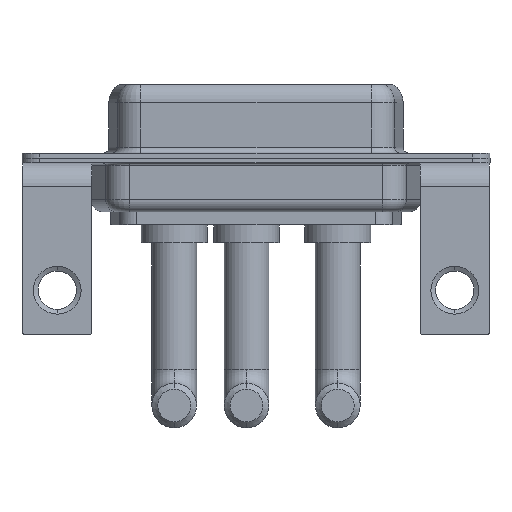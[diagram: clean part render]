
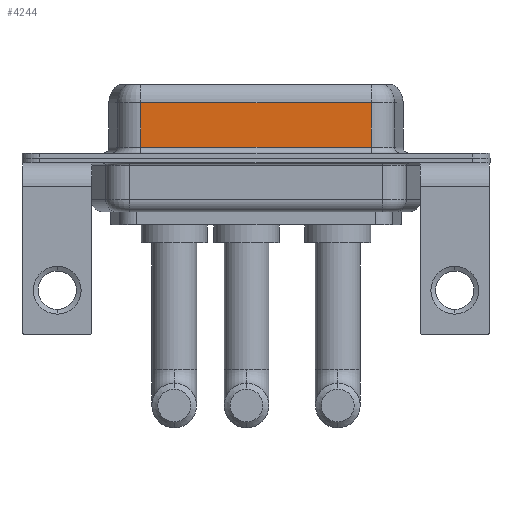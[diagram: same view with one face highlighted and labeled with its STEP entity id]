
A CAD part, front view. The second image highlights one B-rep face of the part: STEP entity #4244.
In plain terms, the highlighted planar face has unit normal (0, -1, 0).
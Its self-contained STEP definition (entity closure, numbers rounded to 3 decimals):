
#253 = CARTESIAN_POINT ( 'NONE',  ( 7.013, -3.95, 0.9 ) ) ;
#404 = ORIENTED_EDGE ( 'NONE', *, *, #6720, .T. ) ;
#416 = ORIENTED_EDGE ( 'NONE', *, *, #3912, .T. ) ;
#1045 = CARTESIAN_POINT ( 'NONE',  ( 26.287, -3.95, 4.65 ) ) ;
#1880 = CARTESIAN_POINT ( 'NONE',  ( 26.287, -3.95, 4.65 ) ) ;
#2295 = DIRECTION ( 'NONE',  ( 0., 1., 0. ) ) ;
#2749 = VECTOR ( 'NONE', #3940, 1000. ) ;
#3164 = VERTEX_POINT ( 'NONE', #8441 ) ;
#3274 = LINE ( 'NONE', #10181, #10767 ) ;
#3456 = VERTEX_POINT ( 'NONE', #253 ) ;
#3513 = CARTESIAN_POINT ( 'NONE',  ( 7.013, -3.95, 6.4 ) ) ;
#3912 = EDGE_CURVE ( 'NONE', #3456, #7955, #3274, .T. ) ;
#3940 = DIRECTION ( 'NONE',  ( 0., 0., -1. ) ) ;
#4244 = ADVANCED_FACE ( 'NONE', ( #12421 ), #6850, .F. ) ;
#4749 = LINE ( 'NONE', #3513, #9423 ) ;
#5713 = EDGE_CURVE ( 'NONE', #13288, #3164, #5823, .T. ) ;
#5823 = LINE ( 'NONE', #1045, #14088 ) ;
#6720 = EDGE_CURVE ( 'NONE', #3164, #3456, #4749, .T. ) ;
#6850 = PLANE ( 'NONE',  #14524 ) ;
#7780 = CARTESIAN_POINT ( 'NONE',  ( 26.287, -3.95, 0.9 ) ) ;
#7787 = ORIENTED_EDGE ( 'NONE', *, *, #12799, .F. ) ;
#7955 = VERTEX_POINT ( 'NONE', #7780 ) ;
#8358 = ORIENTED_EDGE ( 'NONE', *, *, #5713, .T. ) ;
#8441 = CARTESIAN_POINT ( 'NONE',  ( 7.013, -3.95, 4.65 ) ) ;
#8788 = EDGE_LOOP ( 'NONE', ( #7787, #8358, #404, #416 ) ) ;
#9423 = VECTOR ( 'NONE', #11670, 1000. ) ;
#10181 = CARTESIAN_POINT ( 'NONE',  ( 26.287, -3.95, 0.9 ) ) ;
#10767 = VECTOR ( 'NONE', #12231, 1000. ) ;
#11059 = CARTESIAN_POINT ( 'NONE',  ( 26.287, -3.95, 6.4 ) ) ;
#11203 = DIRECTION ( 'NONE',  ( 0., 0., 1. ) ) ;
#11666 = CARTESIAN_POINT ( 'NONE',  ( 26.287, -3.95, 6.4 ) ) ;
#11670 = DIRECTION ( 'NONE',  ( 0., 0., -1. ) ) ;
#12231 = DIRECTION ( 'NONE',  ( 1., 0., 0. ) ) ;
#12421 = FACE_OUTER_BOUND ( 'NONE', #8788, .T. ) ;
#12799 = EDGE_CURVE ( 'NONE', #13288, #7955, #13865, .T. ) ;
#13288 = VERTEX_POINT ( 'NONE', #1880 ) ;
#13387 = DIRECTION ( 'NONE',  ( -1., 0., 0. ) ) ;
#13865 = LINE ( 'NONE', #11666, #2749 ) ;
#14088 = VECTOR ( 'NONE', #13387, 1000. ) ;
#14524 = AXIS2_PLACEMENT_3D ( 'NONE', #11059, #2295, #11203 ) ;
